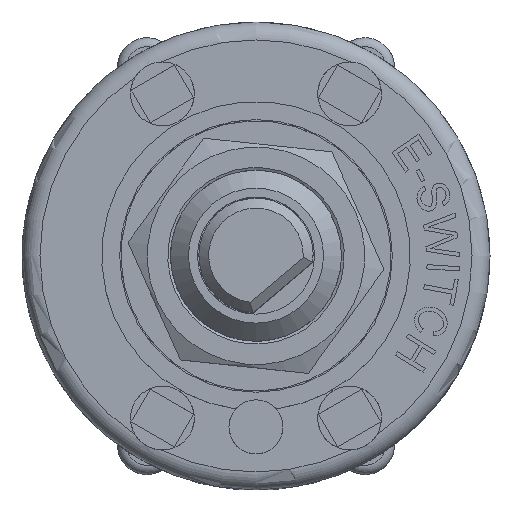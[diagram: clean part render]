
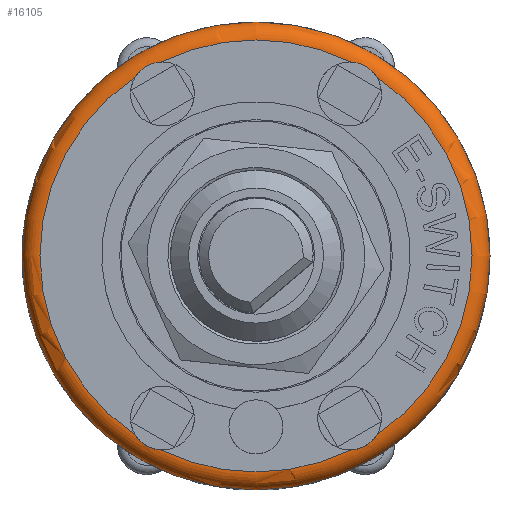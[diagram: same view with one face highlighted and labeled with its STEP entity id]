
A CAD part, top view. The second image highlights one B-rep face of the part: STEP entity #16105.
In plain terms, the highlighted toroidal (fillet/blend) face has major radius 12 mm and minor radius 1 mm.
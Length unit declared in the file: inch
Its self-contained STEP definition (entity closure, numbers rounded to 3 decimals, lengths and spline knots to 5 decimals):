
#26=TOROIDAL_SURFACE('',#17044,0.47244,0.03937);
#642=B_SPLINE_CURVE_WITH_KNOTS('',3,(#27570,#27571,#27572,#27573,#27574,
#27575,#27576,#27577,#27578,#27579,#27580,#27581),.UNSPECIFIED.,.F.,.F.,
(4,2,2,2,2,4),(-0.26924,-0.24463,-0.21597,
-0.19207,-0.16451,-0.13568),.UNSPECIFIED.);
#643=B_SPLINE_CURVE_WITH_KNOTS('',3,(#27592,#27593,#27594,#27595,#27596,
#27597,#27598,#27599,#27600,#27601,#27602,#27603),.UNSPECIFIED.,.F.,.F.,
(4,2,2,2,2,4),(-0.26924,-0.24463,-0.21597,
-0.19207,-0.16451,-0.13568),.UNSPECIFIED.);
#644=B_SPLINE_CURVE_WITH_KNOTS('',3,(#27614,#27615,#27616,#27617,#27618,
#27619,#27620,#27621,#27622,#27623,#27624,#27625),.UNSPECIFIED.,.F.,.F.,
(4,2,2,2,2,4),(-0.26924,-0.24463,-0.21597,
-0.19207,-0.16451,-0.13568),.UNSPECIFIED.);
#645=B_SPLINE_CURVE_WITH_KNOTS('',3,(#27636,#27637,#27638,#27639,#27640,
#27641,#27642,#27643,#27644,#27645,#27646,#27647),.UNSPECIFIED.,.F.,.F.,
(4,2,2,2,2,4),(-0.26924,-0.24463,-0.21597,
-0.19207,-0.16451,-0.13568),.UNSPECIFIED.);
#968=CIRCLE('',#16982,0.51181);
#984=CIRCLE('',#17045,0.03937);
#985=CIRCLE('',#17046,0.47244);
#986=CIRCLE('',#17047,0.47244);
#987=CIRCLE('',#17048,0.47244);
#988=CIRCLE('',#17049,0.47244);
#989=CIRCLE('',#17050,0.47244);
#1813=FACE_OUTER_BOUND('',#2765,.T.);
#2765=EDGE_LOOP('',(#14416,#14417,#14418,#14419,#14420,#14421,#14422,#14423,
#14424,#14425,#14426,#14427));
#7642=VERTEX_POINT('',#27289);
#7738=VERTEX_POINT('',#27568);
#7739=VERTEX_POINT('',#27569);
#7742=VERTEX_POINT('',#27590);
#7743=VERTEX_POINT('',#27591);
#7746=VERTEX_POINT('',#27612);
#7747=VERTEX_POINT('',#27613);
#7750=VERTEX_POINT('',#27634);
#7751=VERTEX_POINT('',#27635);
#7754=VERTEX_POINT('',#27656);
#9873=EDGE_CURVE('',#7642,#7642,#968,.T.);
#10017=EDGE_CURVE('',#7738,#7739,#642,.T.);
#10022=EDGE_CURVE('',#7742,#7743,#643,.T.);
#10027=EDGE_CURVE('',#7746,#7747,#644,.T.);
#10032=EDGE_CURVE('',#7750,#7751,#645,.T.);
#10037=EDGE_CURVE('',#7642,#7754,#984,.T.);
#10038=EDGE_CURVE('',#7754,#7746,#985,.T.);
#10039=EDGE_CURVE('',#7747,#7742,#986,.T.);
#10040=EDGE_CURVE('',#7743,#7738,#987,.T.);
#10041=EDGE_CURVE('',#7739,#7750,#988,.T.);
#10042=EDGE_CURVE('',#7751,#7754,#989,.T.);
#14416=ORIENTED_EDGE('',*,*,#9873,.T.);
#14417=ORIENTED_EDGE('',*,*,#10037,.T.);
#14418=ORIENTED_EDGE('',*,*,#10038,.T.);
#14419=ORIENTED_EDGE('',*,*,#10027,.T.);
#14420=ORIENTED_EDGE('',*,*,#10039,.T.);
#14421=ORIENTED_EDGE('',*,*,#10022,.T.);
#14422=ORIENTED_EDGE('',*,*,#10040,.T.);
#14423=ORIENTED_EDGE('',*,*,#10017,.T.);
#14424=ORIENTED_EDGE('',*,*,#10041,.T.);
#14425=ORIENTED_EDGE('',*,*,#10032,.T.);
#14426=ORIENTED_EDGE('',*,*,#10042,.T.);
#14427=ORIENTED_EDGE('',*,*,#10037,.F.);
#16105=ADVANCED_FACE('',(#1813),#26,.T.);
#16982=AXIS2_PLACEMENT_3D('',#27290,#20277,#20278);
#17044=AXIS2_PLACEMENT_3D('',#27655,#20545,#20546);
#17045=AXIS2_PLACEMENT_3D('',#27657,#20547,#20548);
#17046=AXIS2_PLACEMENT_3D('',#27658,#20549,#20550);
#17047=AXIS2_PLACEMENT_3D('',#27659,#20551,#20552);
#17048=AXIS2_PLACEMENT_3D('',#27660,#20553,#20554);
#17049=AXIS2_PLACEMENT_3D('',#27661,#20555,#20556);
#17050=AXIS2_PLACEMENT_3D('',#27662,#20557,#20558);
#20277=DIRECTION('center_axis',(0.,0.,1.));
#20278=DIRECTION('ref_axis',(-1.,0.,0.));
#20545=DIRECTION('center_axis',(0.,0.,-1.));
#20546=DIRECTION('ref_axis',(-1.,0.,0.));
#20547=DIRECTION('center_axis',(0.,-1.,0.));
#20548=DIRECTION('ref_axis',(1.,0.,0.));
#20549=DIRECTION('center_axis',(0.,0.,-1.));
#20550=DIRECTION('ref_axis',(-1.,0.,0.));
#20551=DIRECTION('center_axis',(0.,0.,-1.));
#20552=DIRECTION('ref_axis',(-1.,0.,0.));
#20553=DIRECTION('center_axis',(0.,0.,-1.));
#20554=DIRECTION('ref_axis',(-1.,0.,0.));
#20555=DIRECTION('center_axis',(0.,0.,-1.));
#20556=DIRECTION('ref_axis',(-1.,0.,0.));
#20557=DIRECTION('center_axis',(0.,0.,-1.));
#20558=DIRECTION('ref_axis',(-1.,0.,0.));
#27289=CARTESIAN_POINT('',(0.51181,0.,0.3622));
#27290=CARTESIAN_POINT('Origin',(0.,0.,0.3622));
#27568=CARTESIAN_POINT('',(-0.26379,0.39194,0.40157));
#27569=CARTESIAN_POINT('',(-0.20753,0.42442,0.40157));
#27570=CARTESIAN_POINT('Ctrl Pts',(-0.26379,0.39194,
0.40157));
#27571=CARTESIAN_POINT('Ctrl Pts',(-0.26165,0.39532,
0.40157));
#27572=CARTESIAN_POINT('Ctrl Pts',(-0.25918,0.39859,
0.40148));
#27573=CARTESIAN_POINT('Ctrl Pts',(-0.25306,0.40529,
0.40123));
#27574=CARTESIAN_POINT('Ctrl Pts',(-0.2494,0.40855,
0.40109));
#27575=CARTESIAN_POINT('Ctrl Pts',(-0.24211,0.41377,
0.40096));
#27576=CARTESIAN_POINT('Ctrl Pts',(-0.2386,0.41585,
0.40095));
#27577=CARTESIAN_POINT('Ctrl Pts',(-0.23069,0.41964,
0.40105));
#27578=CARTESIAN_POINT('Ctrl Pts',(-0.22626,0.42124,
0.40118));
#27579=CARTESIAN_POINT('Ctrl Pts',(-0.21694,0.42357,
0.40144));
#27580=CARTESIAN_POINT('Ctrl Pts',(-0.21219,0.42423,
0.40157));
#27581=CARTESIAN_POINT('Ctrl Pts',(-0.20753,0.42442,
0.40157));
#27590=CARTESIAN_POINT('',(-0.20753,-0.42442,0.40157));
#27591=CARTESIAN_POINT('',(-0.26379,-0.39194,0.40157));
#27592=CARTESIAN_POINT('Ctrl Pts',(-0.20753,-0.42442,
0.40157));
#27593=CARTESIAN_POINT('Ctrl Pts',(-0.21153,-0.42426,
0.40157));
#27594=CARTESIAN_POINT('Ctrl Pts',(-0.2156,-0.42375,
0.40148));
#27595=CARTESIAN_POINT('Ctrl Pts',(-0.22446,-0.42181,
0.40123));
#27596=CARTESIAN_POINT('Ctrl Pts',(-0.22911,-0.42026,
0.40109));
#27597=CARTESIAN_POINT('Ctrl Pts',(-0.23728,-0.41656,
0.40096));
#27598=CARTESIAN_POINT('Ctrl Pts',(-0.24084,-0.41456,
0.40095));
#27599=CARTESIAN_POINT('Ctrl Pts',(-0.24808,-0.4096,
0.40105));
#27600=CARTESIAN_POINT('Ctrl Pts',(-0.25168,-0.40656,
0.40118));
#27601=CARTESIAN_POINT('Ctrl Pts',(-0.25836,-0.39966,
0.40144));
#27602=CARTESIAN_POINT('Ctrl Pts',(-0.2613,-0.39588,
0.40157));
#27603=CARTESIAN_POINT('Ctrl Pts',(-0.26379,-0.39194,
0.40157));
#27612=CARTESIAN_POINT('',(0.26379,-0.39194,0.40157));
#27613=CARTESIAN_POINT('',(0.20753,-0.42442,0.40157));
#27614=CARTESIAN_POINT('Ctrl Pts',(0.26379,-0.39194,
0.40157));
#27615=CARTESIAN_POINT('Ctrl Pts',(0.26165,-0.39532,
0.40157));
#27616=CARTESIAN_POINT('Ctrl Pts',(0.25918,-0.39859,
0.40148));
#27617=CARTESIAN_POINT('Ctrl Pts',(0.25306,-0.40529,
0.40123));
#27618=CARTESIAN_POINT('Ctrl Pts',(0.2494,-0.40855,
0.40109));
#27619=CARTESIAN_POINT('Ctrl Pts',(0.24211,-0.41377,
0.40096));
#27620=CARTESIAN_POINT('Ctrl Pts',(0.2386,-0.41585,
0.40095));
#27621=CARTESIAN_POINT('Ctrl Pts',(0.23069,-0.41964,
0.40105));
#27622=CARTESIAN_POINT('Ctrl Pts',(0.22626,-0.42124,
0.40118));
#27623=CARTESIAN_POINT('Ctrl Pts',(0.21694,-0.42357,
0.40144));
#27624=CARTESIAN_POINT('Ctrl Pts',(0.21219,-0.42423,
0.40157));
#27625=CARTESIAN_POINT('Ctrl Pts',(0.20753,-0.42442,
0.40157));
#27634=CARTESIAN_POINT('',(0.20753,0.42442,0.40157));
#27635=CARTESIAN_POINT('',(0.26379,0.39194,0.40157));
#27636=CARTESIAN_POINT('Ctrl Pts',(0.20753,0.42442,0.40157));
#27637=CARTESIAN_POINT('Ctrl Pts',(0.21153,0.42426,
0.40157));
#27638=CARTESIAN_POINT('Ctrl Pts',(0.2156,0.42375,
0.40148));
#27639=CARTESIAN_POINT('Ctrl Pts',(0.22446,0.42181,0.40123));
#27640=CARTESIAN_POINT('Ctrl Pts',(0.22911,0.42026,
0.40109));
#27641=CARTESIAN_POINT('Ctrl Pts',(0.23728,0.41656,0.40096));
#27642=CARTESIAN_POINT('Ctrl Pts',(0.24084,0.41456,0.40095));
#27643=CARTESIAN_POINT('Ctrl Pts',(0.24808,0.4096,
0.40105));
#27644=CARTESIAN_POINT('Ctrl Pts',(0.25168,0.40656,
0.40118));
#27645=CARTESIAN_POINT('Ctrl Pts',(0.25836,0.39966,
0.40144));
#27646=CARTESIAN_POINT('Ctrl Pts',(0.2613,0.39588,
0.40157));
#27647=CARTESIAN_POINT('Ctrl Pts',(0.26379,0.39194,
0.40157));
#27655=CARTESIAN_POINT('Origin',(0.,0.,0.3622));
#27656=CARTESIAN_POINT('',(0.47244,0.,0.40157));
#27657=CARTESIAN_POINT('Origin',(0.47244,0.,
0.3622));
#27658=CARTESIAN_POINT('Origin',(0.,0.,0.40157));
#27659=CARTESIAN_POINT('Origin',(0.,0.,0.40157));
#27660=CARTESIAN_POINT('Origin',(0.,0.,0.40157));
#27661=CARTESIAN_POINT('Origin',(0.,0.,0.40157));
#27662=CARTESIAN_POINT('Origin',(0.,0.,0.40157));
